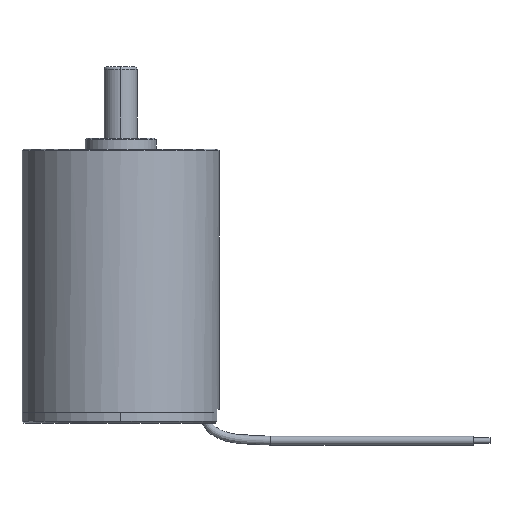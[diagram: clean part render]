
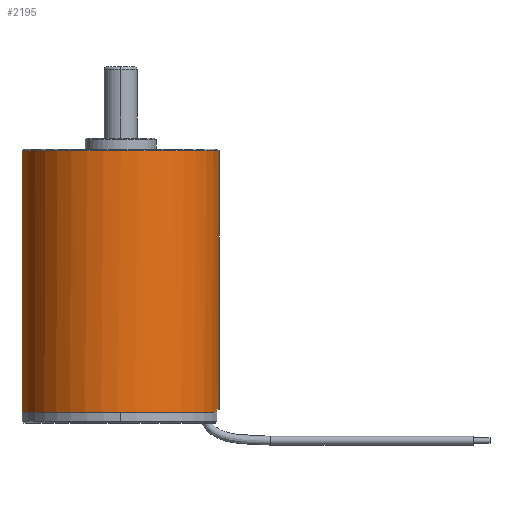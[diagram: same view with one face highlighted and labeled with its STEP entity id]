
A CAD part, left-side view. The second image highlights one B-rep face of the part: STEP entity #2195.
In plain terms, the highlighted cylindrical face has radius 18 mm (diameter 36 mm), a partial arc.
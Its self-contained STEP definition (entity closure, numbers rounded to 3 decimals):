
#47 = LINE ( 'NONE', #4217, #4354 ) ;
#138 = AXIS2_PLACEMENT_3D ( 'NONE', #4816, #4467, #4088 ) ;
#337 = DIRECTION ( 'NONE',  ( 0., 1., 0. ) ) ;
#377 = CARTESIAN_POINT ( 'NONE',  ( -4., -17.55, 2.5 ) ) ;
#549 = CARTESIAN_POINT ( 'NONE',  ( 0., 0., 2. ) ) ;
#582 = CARTESIAN_POINT ( 'NONE',  ( 0., 18., 2. ) ) ;
#704 = AXIS2_PLACEMENT_3D ( 'NONE', #549, #856, #3937 ) ;
#762 = DIRECTION ( 'NONE',  ( 0., 0., -1. ) ) ;
#841 = ORIENTED_EDGE ( 'NONE', *, *, #2147, .F. ) ;
#856 = DIRECTION ( 'NONE',  ( 0., 0., -1. ) ) ;
#926 = VECTOR ( 'NONE', #2489, 1000. ) ;
#1143 = CARTESIAN_POINT ( 'NONE',  ( 0., 18., 2. ) ) ;
#1210 = EDGE_CURVE ( 'NONE', #1787, #4768, #1623, .T. ) ;
#1272 = DIRECTION ( 'NONE',  ( 0., -1., 0. ) ) ;
#1320 = CARTESIAN_POINT ( 'NONE',  ( 0., -18., 2.5 ) ) ;
#1486 = ORIENTED_EDGE ( 'NONE', *, *, #4121, .T. ) ;
#1578 = VERTEX_POINT ( 'NONE', #2355 ) ;
#1617 = FACE_OUTER_BOUND ( 'NONE', #2488, .T. ) ;
#1623 = LINE ( 'NONE', #582, #4408 ) ;
#1672 = CARTESIAN_POINT ( 'NONE',  ( 0., 0., 2. ) ) ;
#1748 = LINE ( 'NONE', #3265, #926 ) ;
#1787 = VERTEX_POINT ( 'NONE', #4666 ) ;
#2088 = VERTEX_POINT ( 'NONE', #3391 ) ;
#2098 = CYLINDRICAL_SURFACE ( 'NONE', #4286, 18. ) ;
#2147 = EDGE_CURVE ( 'NONE', #1578, #4768, #4520, .T. ) ;
#2195 = ADVANCED_FACE ( 'NONE', ( #1617 ), #2098, .T. ) ;
#2221 = ORIENTED_EDGE ( 'NONE', *, *, #4178, .F. ) ;
#2298 = CIRCLE ( 'NONE', #138, 18. ) ;
#2326 = DIRECTION ( 'NONE',  ( 0., 0., 1. ) ) ;
#2330 = VERTEX_POINT ( 'NONE', #1320 ) ;
#2355 = CARTESIAN_POINT ( 'NONE',  ( -4., -17.55, 2. ) ) ;
#2488 = EDGE_LOOP ( 'NONE', ( #2221, #4046, #3606, #841, #4719, #1486 ) ) ;
#2489 = DIRECTION ( 'NONE',  ( 0., 0., -1. ) ) ;
#3016 = CARTESIAN_POINT ( 'NONE',  ( 0., 0., 2.5 ) ) ;
#3078 = CIRCLE ( 'NONE', #4674, 18. ) ;
#3265 = CARTESIAN_POINT ( 'NONE',  ( -4., -17.55, 2. ) ) ;
#3366 = EDGE_CURVE ( 'NONE', #2088, #1787, #2298, .T. ) ;
#3391 = CARTESIAN_POINT ( 'NONE',  ( 0., -18., 49.7 ) ) ;
#3606 = ORIENTED_EDGE ( 'NONE', *, *, #1210, .T. ) ;
#3937 = DIRECTION ( 'NONE',  ( 0., 1., 0. ) ) ;
#3962 = DIRECTION ( 'NONE',  ( 0., 0., -1. ) ) ;
#4046 = ORIENTED_EDGE ( 'NONE', *, *, #3366, .T. ) ;
#4088 = DIRECTION ( 'NONE',  ( 0., -1., 0. ) ) ;
#4121 = EDGE_CURVE ( 'NONE', #4320, #2330, #3078, .T. ) ;
#4178 = EDGE_CURVE ( 'NONE', #2088, #2330, #47, .T. ) ;
#4217 = CARTESIAN_POINT ( 'NONE',  ( 0., -18., 2. ) ) ;
#4286 = AXIS2_PLACEMENT_3D ( 'NONE', #1672, #3962, #1272 ) ;
#4320 = VERTEX_POINT ( 'NONE', #377 ) ;
#4354 = VECTOR ( 'NONE', #762, 1000. ) ;
#4408 = VECTOR ( 'NONE', #4742, 1000. ) ;
#4467 = DIRECTION ( 'NONE',  ( 0., 0., -1. ) ) ;
#4520 = CIRCLE ( 'NONE', #704, 18. ) ;
#4579 = EDGE_CURVE ( 'NONE', #4320, #1578, #1748, .T. ) ;
#4666 = CARTESIAN_POINT ( 'NONE',  ( 0., 18., 49.7 ) ) ;
#4674 = AXIS2_PLACEMENT_3D ( 'NONE', #3016, #2326, #337 ) ;
#4719 = ORIENTED_EDGE ( 'NONE', *, *, #4579, .F. ) ;
#4742 = DIRECTION ( 'NONE',  ( 0., 0., -1. ) ) ;
#4768 = VERTEX_POINT ( 'NONE', #1143 ) ;
#4816 = CARTESIAN_POINT ( 'NONE',  ( 0., 0., 49.7 ) ) ;
